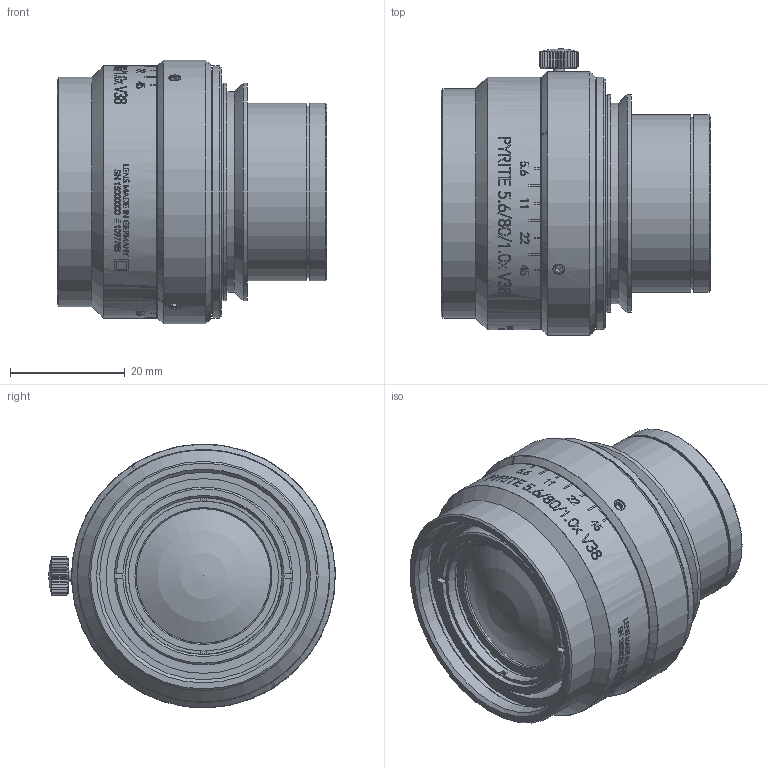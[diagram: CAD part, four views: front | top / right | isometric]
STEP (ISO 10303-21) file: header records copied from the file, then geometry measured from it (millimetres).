
FILE_DESCRIPTION(/* description */ (''),/* implementation_level */ '2;1');
FILE_NAME(/* name */ '1097785_00155153_002.stp',/* time_stamp */ '2021-11-09T11:12:03+01:00',/* author */ (''),/* organization */ (''),/* preprocessor_version */ 'ST-DEVELOPER v16',/* originating_system */ 'SIEMENS PLM Software NX 10.0',/* authorisation */ '');
FILE_SCHEMA (('AP203_CONFIGURATION_CONTROLLED_3D_DESIGN_OF_MECHANICAL_PARTS_AND_ASSEMBLIES_MIM_LF { 1 0 10303 403 2 1 2}'));
Length unit declared in the file: millimetre
Products named in the file (1): Froe55243C83al7c
Bounding box: 47 x 50 x 46.01 mm (x, y, z)
Volume: 49961.2 mm3; surface area: 17346.4 mm2
Topology: 1 solids, 3 shells, 350 faces, 1289 edges, 1095 vertices
Faces by surface type: cylinder 184, plane 134, cone 28, sphere 3, torus 1
Full cylindrical faces by diameter (mm): 2 x1, 2.05 x3, 22.6 x1, 23.5 x2, 23.8 x1, 26.2 x2, 27 x2, 27.3 x1, 27.4 x1, 28.1 x1, 30 x1, 31 x3, 33 x1, 34 x1, 35 x1, 36.2 x1, 37.3 x1, 38 x2, 39 x1, 39.5 x1, 40 x1, 44 x2, 44.05 x1, 46 x1
Entity records: 16408 total; most frequent: CARTESIAN_POINT 6778, ORIENTED_EDGE 2373, EDGE_CURVE 1206, DIRECTION 1202, VERTEX_POINT 1074, B_SPLINE_CURVE_WITH_KNOTS 846, EDGE_LOOP 563, AXIS2_PLACEMENT_3D 529
